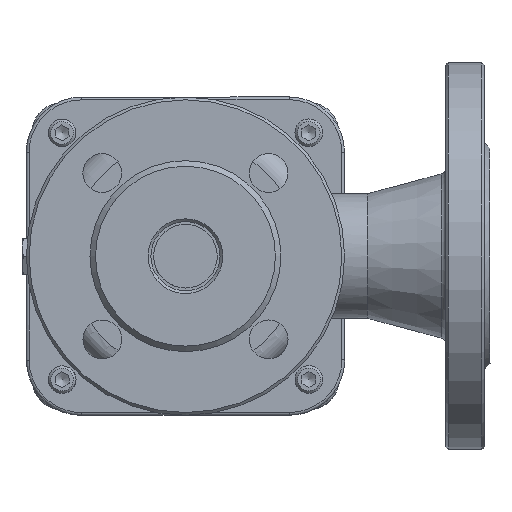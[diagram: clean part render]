
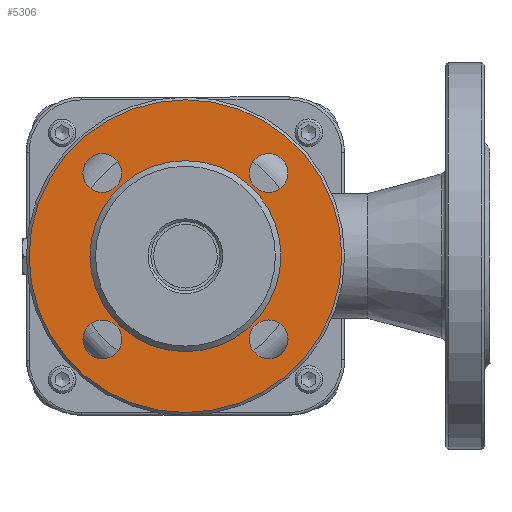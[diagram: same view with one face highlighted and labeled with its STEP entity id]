
A CAD part, front view. The second image highlights one B-rep face of the part: STEP entity #5306.
In plain terms, the highlighted planar face has unit normal (0, -1, 0).
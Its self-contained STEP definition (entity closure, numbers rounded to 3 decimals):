
#225=FACE_BOUND('',#936,.T.);
#226=FACE_BOUND('',#937,.T.);
#227=FACE_BOUND('',#938,.T.);
#228=FACE_BOUND('',#939,.T.);
#229=FACE_BOUND('',#940,.T.);
#323=PLANE('',#5946);
#579=FACE_OUTER_BOUND('',#935,.T.);
#935=EDGE_LOOP('',(#4116));
#936=EDGE_LOOP('',(#4117));
#937=EDGE_LOOP('',(#4118));
#938=EDGE_LOOP('',(#4119));
#939=EDGE_LOOP('',(#4120));
#940=EDGE_LOOP('',(#4121));
#1296=CIRCLE('',#5944,34.5);
#1298=CIRCLE('',#5947,56.5);
#1299=CIRCLE('',#5948,7.);
#1300=CIRCLE('',#5949,7.);
#1301=CIRCLE('',#5950,7.);
#1302=CIRCLE('',#5951,7.);
#2362=VERTEX_POINT('',#10223);
#2364=VERTEX_POINT('',#10229);
#2365=VERTEX_POINT('',#10231);
#2366=VERTEX_POINT('',#10233);
#2367=VERTEX_POINT('',#10235);
#2368=VERTEX_POINT('',#10237);
#2976=EDGE_CURVE('',#2362,#2362,#1296,.T.);
#2979=EDGE_CURVE('',#2364,#2364,#1298,.T.);
#2980=EDGE_CURVE('',#2365,#2365,#1299,.T.);
#2981=EDGE_CURVE('',#2366,#2366,#1300,.T.);
#2982=EDGE_CURVE('',#2367,#2367,#1301,.T.);
#2983=EDGE_CURVE('',#2368,#2368,#1302,.T.);
#4116=ORIENTED_EDGE('',*,*,#2979,.F.);
#4117=ORIENTED_EDGE('',*,*,#2980,.F.);
#4118=ORIENTED_EDGE('',*,*,#2981,.F.);
#4119=ORIENTED_EDGE('',*,*,#2982,.F.);
#4120=ORIENTED_EDGE('',*,*,#2983,.F.);
#4121=ORIENTED_EDGE('',*,*,#2976,.F.);
#5306=ADVANCED_FACE('',(#579,#225,#226,#227,#228,#229),#323,.F.);
#5944=AXIS2_PLACEMENT_3D('',#10224,#7044,#7045);
#5946=AXIS2_PLACEMENT_3D('',#10228,#7049,#7050);
#5947=AXIS2_PLACEMENT_3D('',#10230,#7051,#7052);
#5948=AXIS2_PLACEMENT_3D('',#10232,#7053,#7054);
#5949=AXIS2_PLACEMENT_3D('',#10234,#7055,#7056);
#5950=AXIS2_PLACEMENT_3D('',#10236,#7057,#7058);
#5951=AXIS2_PLACEMENT_3D('',#10238,#7059,#7060);
#7044=DIRECTION('center_axis',(0.,-1.,0.));
#7045=DIRECTION('ref_axis',(1.,0.,0.));
#7049=DIRECTION('center_axis',(0.,1.,0.));
#7050=DIRECTION('ref_axis',(0.,0.,1.));
#7051=DIRECTION('center_axis',(0.,1.,0.));
#7052=DIRECTION('ref_axis',(-1.,0.,0.));
#7053=DIRECTION('center_axis',(0.,-1.,0.));
#7054=DIRECTION('ref_axis',(-1.,0.,0.));
#7055=DIRECTION('center_axis',(0.,-1.,0.));
#7056=DIRECTION('ref_axis',(-1.,0.,0.));
#7057=DIRECTION('center_axis',(0.,-1.,0.));
#7058=DIRECTION('ref_axis',(-1.,0.,0.));
#7059=DIRECTION('center_axis',(0.,-1.,0.));
#7060=DIRECTION('ref_axis',(-1.,0.,0.));
#10223=CARTESIAN_POINT('',(-34.5,2.,0.));
#10224=CARTESIAN_POINT('Origin',(0.,2.,0.));
#10228=CARTESIAN_POINT('Origin',(0.,2.,0.));
#10229=CARTESIAN_POINT('',(56.5,2.,0.));
#10230=CARTESIAN_POINT('Origin',(0.,2.,0.));
#10231=CARTESIAN_POINT('',(37.052,2.,30.052));
#10232=CARTESIAN_POINT('Origin',(30.052,2.,30.052));
#10233=CARTESIAN_POINT('',(37.052,2.,-30.052));
#10234=CARTESIAN_POINT('Origin',(30.052,2.,-30.052));
#10235=CARTESIAN_POINT('',(-23.052,2.,-30.052));
#10236=CARTESIAN_POINT('Origin',(-30.052,2.,-30.052));
#10237=CARTESIAN_POINT('',(-23.052,2.,30.052));
#10238=CARTESIAN_POINT('Origin',(-30.052,2.,30.052));
